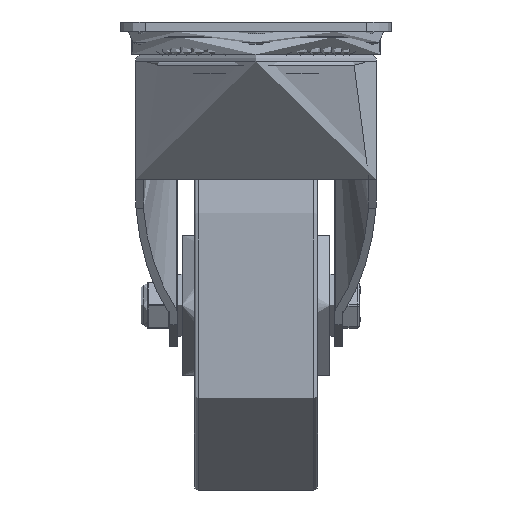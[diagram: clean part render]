
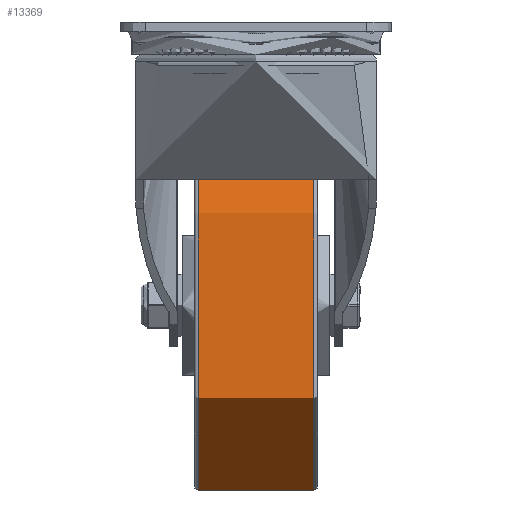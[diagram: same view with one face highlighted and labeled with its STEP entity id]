
A CAD part, left-side view. The second image highlights one B-rep face of the part: STEP entity #13369.
In plain terms, the highlighted cylindrical face has radius 75 mm (diameter 150 mm), a full revolution.
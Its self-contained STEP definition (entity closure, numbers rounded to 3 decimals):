
#2050=FACE_OUTER_BOUND('',#2926,.T.);
#2926=EDGE_LOOP('',(#10450,#10451,#10452,#10453));
#4028=LINE('',#24423,#4739);
#4739=VECTOR('',#17350,75.);
#5190=CIRCLE('',#14743,75.);
#5191=CIRCLE('',#14745,75.);
#6243=VERTEX_POINT('',#24418);
#6244=VERTEX_POINT('',#24422);
#7747=EDGE_CURVE('',#6243,#6243,#5190,.T.);
#7748=EDGE_CURVE('',#6243,#6244,#4028,.T.);
#7749=EDGE_CURVE('',#6244,#6244,#5191,.T.);
#10450=ORIENTED_EDGE('',*,*,#7747,.F.);
#10451=ORIENTED_EDGE('',*,*,#7748,.T.);
#10452=ORIENTED_EDGE('',*,*,#7749,.T.);
#10453=ORIENTED_EDGE('',*,*,#7748,.F.);
#12949=CYLINDRICAL_SURFACE('',#14744,75.);
#13369=ADVANCED_FACE('',(#2050),#12949,.T.);
#14743=AXIS2_PLACEMENT_3D('',#24420,#17346,#17347);
#14744=AXIS2_PLACEMENT_3D('',#24421,#17348,#17349);
#14745=AXIS2_PLACEMENT_3D('',#24424,#17351,#17352);
#17346=DIRECTION('center_axis',(0.,1.,0.));
#17347=DIRECTION('ref_axis',(0.,0.,1.));
#17348=DIRECTION('center_axis',(0.,1.,0.));
#17349=DIRECTION('ref_axis',(0.,0.,1.));
#17350=DIRECTION('',(0.,-1.,0.));
#17351=DIRECTION('center_axis',(0.,1.,0.));
#17352=DIRECTION('ref_axis',(0.,0.,1.));
#24418=CARTESIAN_POINT('',(0.,23.5,-75.));
#24420=CARTESIAN_POINT('Origin',(0.,23.5,0.));
#24421=CARTESIAN_POINT('Origin',(0.,0.,0.));
#24422=CARTESIAN_POINT('',(0.,-23.5,-75.));
#24423=CARTESIAN_POINT('',(0.,0.,-75.));
#24424=CARTESIAN_POINT('Origin',(0.,-23.5,0.));
